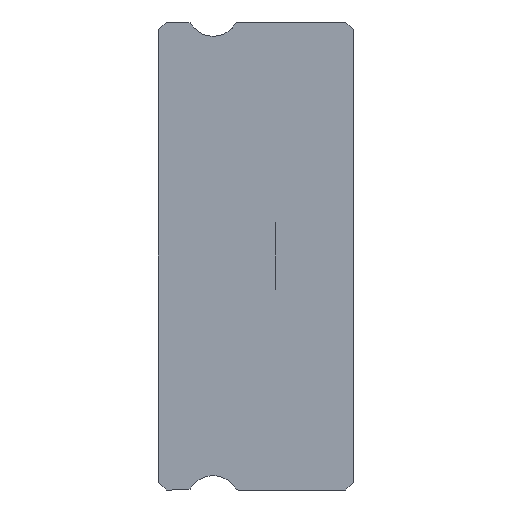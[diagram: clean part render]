
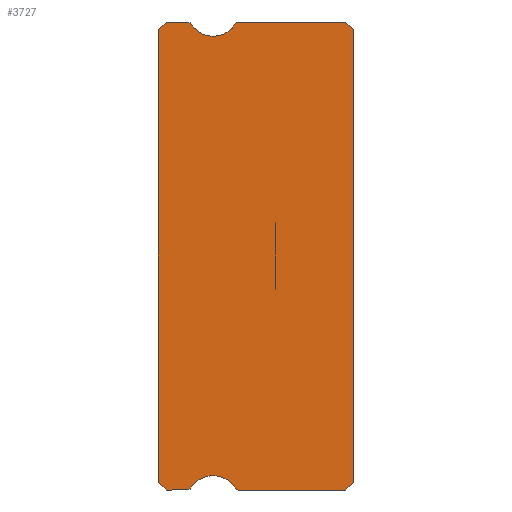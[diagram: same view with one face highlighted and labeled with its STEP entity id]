
A CAD part, left-side view. The second image highlights one B-rep face of the part: STEP entity #3727.
In plain terms, the highlighted planar face has unit normal (-1, 0, 0).
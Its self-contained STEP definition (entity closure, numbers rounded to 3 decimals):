
#9 = DIRECTION ( 'NONE',  ( 0., 0., 1. ) ) ;
#14 = DIRECTION ( 'NONE',  ( 0., 1., 0. ) ) ;
#18 = ORIENTED_EDGE ( 'NONE', *, *, #1281, .F. ) ;
#73 = CARTESIAN_POINT ( 'NONE',  ( -5., 4.419, -8.85 ) ) ;
#85 = ORIENTED_EDGE ( 'NONE', *, *, #1912, .F. ) ;
#91 = CARTESIAN_POINT ( 'NONE',  ( -5., 5.4, -9.45 ) ) ;
#96 = CARTESIAN_POINT ( 'NONE',  ( -5., 7.2, 9. ) ) ;
#114 = ORIENTED_EDGE ( 'NONE', *, *, #3225, .T. ) ;
#172 = DIRECTION ( 'NONE',  ( 1., 0., 0. ) ) ;
#181 = CARTESIAN_POINT ( 'NONE',  ( -5., 5.4, 9.45 ) ) ;
#186 = CARTESIAN_POINT ( 'NONE',  ( -5., 6.381, 8.85 ) ) ;
#190 = EDGE_CURVE ( 'NONE', #1233, #712, #3223, .T. ) ;
#192 = CARTESIAN_POINT ( 'NONE',  ( -5., 5.4, 9.45 ) ) ;
#199 = CARTESIAN_POINT ( 'NONE',  ( -5., 0.3, -9. ) ) ;
#219 = CARTESIAN_POINT ( 'NONE',  ( -5., 0., -8.7 ) ) ;
#316 = VERTEX_POINT ( 'NONE', #1741 ) ;
#327 = EDGE_CURVE ( 'NONE', #1102, #3357, #1469, .T. ) ;
#343 = LINE ( 'NONE', #2626, #3230 ) ;
#355 = DIRECTION ( 'NONE',  ( -1., 0., 0. ) ) ;
#384 = CARTESIAN_POINT ( 'NONE',  ( -5., 4.419, 9. ) ) ;
#429 = VECTOR ( 'NONE', #509, 1000. ) ;
#488 = DIRECTION ( 'NONE',  ( 0., 0., -1. ) ) ;
#509 = DIRECTION ( 'NONE',  ( 0., 0.707, -0.707 ) ) ;
#525 = DIRECTION ( 'NONE',  ( 1., 0., 0. ) ) ;
#536 = CARTESIAN_POINT ( 'NONE',  ( -5., 6.381, 9. ) ) ;
#539 = ORIENTED_EDGE ( 'NONE', *, *, #1028, .F. ) ;
#600 = EDGE_CURVE ( 'NONE', #3689, #1242, #2266, .T. ) ;
#618 = ORIENTED_EDGE ( 'NONE', *, *, #600, .F. ) ;
#622 = DIRECTION ( 'NONE',  ( 1., 0., 0. ) ) ;
#657 = EDGE_CURVE ( 'NONE', #2971, #1102, #3126, .T. ) ;
#712 = VERTEX_POINT ( 'NONE', #2988 ) ;
#716 = VERTEX_POINT ( 'NONE', #2950 ) ;
#718 = LINE ( 'NONE', #1263, #2859 ) ;
#756 = ORIENTED_EDGE ( 'NONE', *, *, #1642, .F. ) ;
#761 = EDGE_CURVE ( 'NONE', #716, #316, #343, .T. ) ;
#900 = LINE ( 'NONE', #3714, #1953 ) ;
#1028 = EDGE_CURVE ( 'NONE', #1242, #3353, #1407, .T. ) ;
#1040 = CARTESIAN_POINT ( 'NONE',  ( -5., 6.381, 9. ) ) ;
#1050 = CARTESIAN_POINT ( 'NONE',  ( -5., 6.381, 8.85 ) ) ;
#1095 = DIRECTION ( 'NONE',  ( 0., 0., -1. ) ) ;
#1099 = CIRCLE ( 'NONE', #3270, 0.15 ) ;
#1102 = VERTEX_POINT ( 'NONE', #199 ) ;
#1233 = VERTEX_POINT ( 'NONE', #1040 ) ;
#1242 = VERTEX_POINT ( 'NONE', #384 ) ;
#1263 = CARTESIAN_POINT ( 'NONE',  ( -5., 7.5, 8.85 ) ) ;
#1271 = DIRECTION ( 'NONE',  ( 0., 1., 0. ) ) ;
#1281 = EDGE_CURVE ( 'NONE', #3316, #316, #1099, .T. ) ;
#1283 = CIRCLE ( 'NONE', #3402, 0.15 ) ;
#1298 = DIRECTION ( 'NONE',  ( 0., 0., -1. ) ) ;
#1300 = VERTEX_POINT ( 'NONE', #1341 ) ;
#1328 = DIRECTION ( 'NONE',  ( 0., -0.707, -0.707 ) ) ;
#1341 = CARTESIAN_POINT ( 'NONE',  ( -5., 4.547, -8.928 ) ) ;
#1376 = VERTEX_POINT ( 'NONE', #3178 ) ;
#1401 = VERTEX_POINT ( 'NONE', #3419 ) ;
#1407 = LINE ( 'NONE', #536, #3112 ) ;
#1409 = ORIENTED_EDGE ( 'NONE', *, *, #1984, .F. ) ;
#1447 = DIRECTION ( 'NONE',  ( 1., 0., 0. ) ) ;
#1469 = LINE ( 'NONE', #1656, #2751 ) ;
#1491 = DIRECTION ( 'NONE',  ( 0., 0., -1. ) ) ;
#1544 = DIRECTION ( 'NONE',  ( 0., 0., 1. ) ) ;
#1548 = CARTESIAN_POINT ( 'NONE',  ( -5., 7.5, 8.7 ) ) ;
#1566 = VERTEX_POINT ( 'NONE', #2171 ) ;
#1618 = ORIENTED_EDGE ( 'NONE', *, *, #190, .F. ) ;
#1642 = EDGE_CURVE ( 'NONE', #1566, #3689, #2981, .T. ) ;
#1656 = CARTESIAN_POINT ( 'NONE',  ( -5., 6.381, -9. ) ) ;
#1741 = CARTESIAN_POINT ( 'NONE',  ( -5., 6.381, -9. ) ) ;
#1746 = ORIENTED_EDGE ( 'NONE', *, *, #1752, .F. ) ;
#1752 = EDGE_CURVE ( 'NONE', #3357, #1300, #1283, .T. ) ;
#1762 = VECTOR ( 'NONE', #1271, 1000. ) ;
#1821 = EDGE_CURVE ( 'NONE', #1300, #3316, #2765, .T. ) ;
#1842 = EDGE_CURVE ( 'NONE', #1401, #1852, #3017, .T. ) ;
#1852 = VERTEX_POINT ( 'NONE', #2975 ) ;
#1865 = DIRECTION ( 'NONE',  ( -1., 0., 0. ) ) ;
#1875 = DIRECTION ( 'NONE',  ( 0., 0., -1. ) ) ;
#1912 = EDGE_CURVE ( 'NONE', #3353, #1376, #2534, .T. ) ;
#1922 = VECTOR ( 'NONE', #2525, 1000. ) ;
#1949 = DIRECTION ( 'NONE',  ( 0., 0., -1. ) ) ;
#1953 = VECTOR ( 'NONE', #9, 1000. ) ;
#1965 = ORIENTED_EDGE ( 'NONE', *, *, #327, .F. ) ;
#1966 = CARTESIAN_POINT ( 'NONE',  ( -5., 0.3, 9. ) ) ;
#1984 = EDGE_CURVE ( 'NONE', #712, #1566, #2153, .T. ) ;
#2053 = EDGE_LOOP ( 'NONE', ( #3242, #2527, #3096, #18, #3182, #1746, #1965, #2665, #114, #85, #539, #618, #756, #1409, #1618, #2940, #3067 ) ) ;
#2067 = DIRECTION ( 'NONE',  ( 0., -1., 0. ) ) ;
#2125 = AXIS2_PLACEMENT_3D ( 'NONE', #181, #1865, #1298 ) ;
#2146 = CARTESIAN_POINT ( 'NONE',  ( -5., 6.253, -8.928 ) ) ;
#2153 = CIRCLE ( 'NONE', #2834, 1. ) ;
#2171 = CARTESIAN_POINT ( 'NONE',  ( -5., 5.4, 8.45 ) ) ;
#2193 = DIRECTION ( 'NONE',  ( 1., 0., 0. ) ) ;
#2204 = DIRECTION ( 'NONE',  ( 0., 0., -1. ) ) ;
#2266 = CIRCLE ( 'NONE', #2930, 0.15 ) ;
#2519 = DIRECTION ( 'NONE',  ( -1., 0., 0. ) ) ;
#2525 = DIRECTION ( 'NONE',  ( 0., -0.707, -0.707 ) ) ;
#2527 = ORIENTED_EDGE ( 'NONE', *, *, #2759, .T. ) ;
#2534 = LINE ( 'NONE', #1966, #3719 ) ;
#2562 = CARTESIAN_POINT ( 'NONE',  ( -5., 7.2, -9. ) ) ;
#2626 = CARTESIAN_POINT ( 'NONE',  ( -5., 6.381, -9. ) ) ;
#2633 = AXIS2_PLACEMENT_3D ( 'NONE', #91, #355, #1875 ) ;
#2655 = CARTESIAN_POINT ( 'NONE',  ( -5., 4.419, -9. ) ) ;
#2665 = ORIENTED_EDGE ( 'NONE', *, *, #657, .F. ) ;
#2717 = LINE ( 'NONE', #96, #1762 ) ;
#2751 = VECTOR ( 'NONE', #14, 1000. ) ;
#2759 = EDGE_CURVE ( 'NONE', #3650, #716, #3099, .T. ) ;
#2765 = CIRCLE ( 'NONE', #2633, 1. ) ;
#2834 = AXIS2_PLACEMENT_3D ( 'NONE', #192, #2519, #1949 ) ;
#2859 = VECTOR ( 'NONE', #1544, 1000. ) ;
#2930 = AXIS2_PLACEMENT_3D ( 'NONE', #3155, #1447, #1095 ) ;
#2940 = ORIENTED_EDGE ( 'NONE', *, *, #3418, .T. ) ;
#2950 = CARTESIAN_POINT ( 'NONE',  ( -5., 7.2, -9. ) ) ;
#2965 = CARTESIAN_POINT ( 'NONE',  ( -5., 0.3, 9. ) ) ;
#2971 = VERTEX_POINT ( 'NONE', #3573 ) ;
#2975 = CARTESIAN_POINT ( 'NONE',  ( -5., 7.5, 8.7 ) ) ;
#2981 = CIRCLE ( 'NONE', #2125, 1. ) ;
#2988 = CARTESIAN_POINT ( 'NONE',  ( -5., 6.253, 8.928 ) ) ;
#3017 = LINE ( 'NONE', #1548, #3070 ) ;
#3035 = DIRECTION ( 'NONE',  ( 0., 0.707, -0.707 ) ) ;
#3067 = ORIENTED_EDGE ( 'NONE', *, *, #1842, .T. ) ;
#3070 = VECTOR ( 'NONE', #3035, 1000. ) ;
#3074 = CARTESIAN_POINT ( 'NONE',  ( -5., 7.5, -8.7 ) ) ;
#3089 = PLANE ( 'NONE',  #3107 ) ;
#3096 = ORIENTED_EDGE ( 'NONE', *, *, #761, .T. ) ;
#3099 = LINE ( 'NONE', #2562, #1922 ) ;
#3107 = AXIS2_PLACEMENT_3D ( 'NONE', #186, #525, #488 ) ;
#3112 = VECTOR ( 'NONE', #3466, 1000. ) ;
#3126 = LINE ( 'NONE', #219, #429 ) ;
#3155 = CARTESIAN_POINT ( 'NONE',  ( -5., 4.419, 8.85 ) ) ;
#3178 = CARTESIAN_POINT ( 'NONE',  ( -5., 0., 8.7 ) ) ;
#3182 = ORIENTED_EDGE ( 'NONE', *, *, #1821, .F. ) ;
#3223 = CIRCLE ( 'NONE', #3282, 0.15 ) ;
#3225 = EDGE_CURVE ( 'NONE', #2971, #1376, #900, .T. ) ;
#3230 = VECTOR ( 'NONE', #2067, 1000. ) ;
#3242 = ORIENTED_EDGE ( 'NONE', *, *, #3614, .F. ) ;
#3270 = AXIS2_PLACEMENT_3D ( 'NONE', #3626, #2193, #3349 ) ;
#3282 = AXIS2_PLACEMENT_3D ( 'NONE', #1050, #172, #2204 ) ;
#3316 = VERTEX_POINT ( 'NONE', #2146 ) ;
#3349 = DIRECTION ( 'NONE',  ( 0., 0., -1. ) ) ;
#3353 = VERTEX_POINT ( 'NONE', #2965 ) ;
#3357 = VERTEX_POINT ( 'NONE', #2655 ) ;
#3364 = FACE_OUTER_BOUND ( 'NONE', #2053, .T. ) ;
#3402 = AXIS2_PLACEMENT_3D ( 'NONE', #73, #622, #1491 ) ;
#3418 = EDGE_CURVE ( 'NONE', #1233, #1401, #2717, .T. ) ;
#3419 = CARTESIAN_POINT ( 'NONE',  ( -5., 7.2, 9. ) ) ;
#3466 = DIRECTION ( 'NONE',  ( 0., -1., 0. ) ) ;
#3561 = CARTESIAN_POINT ( 'NONE',  ( -5., 4.547, 8.928 ) ) ;
#3573 = CARTESIAN_POINT ( 'NONE',  ( -5., 0., -8.7 ) ) ;
#3614 = EDGE_CURVE ( 'NONE', #3650, #1852, #718, .T. ) ;
#3626 = CARTESIAN_POINT ( 'NONE',  ( -5., 6.381, -8.85 ) ) ;
#3650 = VERTEX_POINT ( 'NONE', #3074 ) ;
#3689 = VERTEX_POINT ( 'NONE', #3561 ) ;
#3714 = CARTESIAN_POINT ( 'NONE',  ( -5., 0., 8.7 ) ) ;
#3719 = VECTOR ( 'NONE', #1328, 1000. ) ;
#3727 = ADVANCED_FACE ( 'NONE', ( #3364 ), #3089, .F. ) ;
